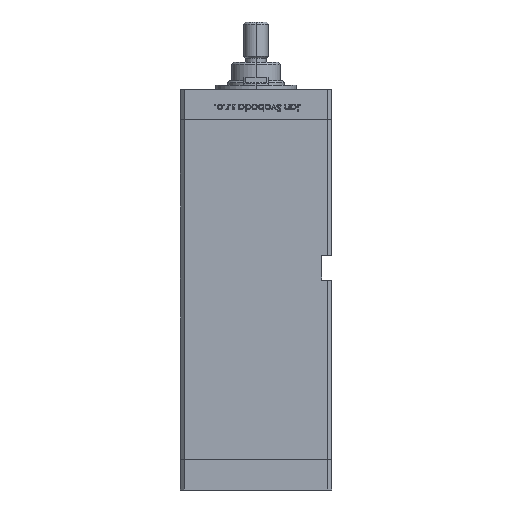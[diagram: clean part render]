
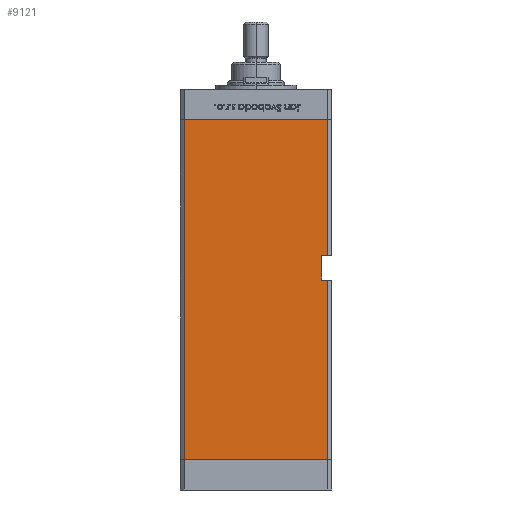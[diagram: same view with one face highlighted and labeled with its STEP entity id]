
A CAD part, left-side view. The second image highlights one B-rep face of the part: STEP entity #9121.
In plain terms, the highlighted planar face has unit normal (-1, 0, 0).
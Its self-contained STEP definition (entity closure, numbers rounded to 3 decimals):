
#787 = VECTOR ( 'NONE', #1353, 1000. ) ;
#870 = ORIENTED_EDGE ( 'NONE', *, *, #37801, .F. ) ;
#1353 = DIRECTION ( 'NONE',  ( 0., 0., -1. ) ) ;
#2967 = VERTEX_POINT ( 'NONE', #44772 ) ;
#3783 = DIRECTION ( 'NONE',  ( 0., 0., -1. ) ) ;
#5799 = DIRECTION ( 'NONE',  ( 0., -1., 0. ) ) ;
#6040 = EDGE_LOOP ( 'NONE', ( #10444, #25156, #35147, #21151, #46513, #870, #41764, #47377 ) ) ;
#6822 = DIRECTION ( 'NONE',  ( 1., 0., 0. ) ) ;
#7082 = FACE_OUTER_BOUND ( 'NONE', #6040, .T. ) ;
#7898 = DIRECTION ( 'NONE',  ( 0., 0., -1. ) ) ;
#8337 = CARTESIAN_POINT ( 'NONE',  ( -42.5, -32.5, 89. ) ) ;
#9121 = ADVANCED_FACE ( 'NONE', ( #7082 ), #32138, .F. ) ;
#9254 = EDGE_CURVE ( 'NONE', #30089, #31449, #33767, .T. ) ;
#10092 = CARTESIAN_POINT ( 'NONE',  ( -42.5, -35.5, 101. ) ) ;
#10444 = ORIENTED_EDGE ( 'NONE', *, *, #9254, .F. ) ;
#10604 = DIRECTION ( 'NONE',  ( 0., -1., 0. ) ) ;
#11353 = VERTEX_POINT ( 'NONE', #45856 ) ;
#11421 = EDGE_CURVE ( 'NONE', #16044, #2967, #24718, .T. ) ;
#12024 = CARTESIAN_POINT ( 'NONE',  ( -42.5, -35.5, 168.5 ) ) ;
#15870 = DIRECTION ( 'NONE',  ( 0., 1., 0. ) ) ;
#16044 = VERTEX_POINT ( 'NONE', #26796 ) ;
#17416 = CARTESIAN_POINT ( 'NONE',  ( -42.5, -35.5, 168.5 ) ) ;
#17716 = EDGE_CURVE ( 'NONE', #49947, #40066, #48802, .T. ) ;
#18193 = CARTESIAN_POINT ( 'NONE',  ( -42.5, 35.5, 168.5 ) ) ;
#18961 = CARTESIAN_POINT ( 'NONE',  ( -42.5, -32.5, 101. ) ) ;
#21151 = ORIENTED_EDGE ( 'NONE', *, *, #17716, .T. ) ;
#21337 = VECTOR ( 'NONE', #10604, 1000. ) ;
#24485 = EDGE_CURVE ( 'NONE', #11353, #40066, #50408, .T. ) ;
#24718 = LINE ( 'NONE', #41450, #48284 ) ;
#25156 = ORIENTED_EDGE ( 'NONE', *, *, #50371, .F. ) ;
#26332 = EDGE_CURVE ( 'NONE', #2967, #31449, #27262, .T. ) ;
#26429 = AXIS2_PLACEMENT_3D ( 'NONE', #36524, #6822, #15870 ) ;
#26669 = CARTESIAN_POINT ( 'NONE',  ( -42.5, -32.5, 101. ) ) ;
#26796 = CARTESIAN_POINT ( 'NONE',  ( -42.5, 35.5, 168.5 ) ) ;
#27262 = LINE ( 'NONE', #48647, #52159 ) ;
#28005 = VECTOR ( 'NONE', #5799, 1000. ) ;
#29433 = VECTOR ( 'NONE', #45729, 1000. ) ;
#30089 = VERTEX_POINT ( 'NONE', #36118 ) ;
#31449 = VERTEX_POINT ( 'NONE', #40976 ) ;
#32138 = PLANE ( 'NONE',  #26429 ) ;
#32177 = DIRECTION ( 'NONE',  ( 0., -1., 0. ) ) ;
#33383 = LINE ( 'NONE', #8337, #39905 ) ;
#33767 = LINE ( 'NONE', #12024, #43970 ) ;
#35147 = ORIENTED_EDGE ( 'NONE', *, *, #39009, .F. ) ;
#36118 = CARTESIAN_POINT ( 'NONE',  ( -42.5, -35.5, 89. ) ) ;
#36524 = CARTESIAN_POINT ( 'NONE',  ( -42.5, 35.5, 168.5 ) ) ;
#36936 = DIRECTION ( 'NONE',  ( 0., -1., 0. ) ) ;
#37801 = EDGE_CURVE ( 'NONE', #16044, #11353, #38808, .T. ) ;
#38808 = LINE ( 'NONE', #18193, #28005 ) ;
#39009 = EDGE_CURVE ( 'NONE', #49947, #52005, #39018, .T. ) ;
#39018 = LINE ( 'NONE', #26669, #787 ) ;
#39905 = VECTOR ( 'NONE', #36936, 1000. ) ;
#40066 = VERTEX_POINT ( 'NONE', #10092 ) ;
#40976 = CARTESIAN_POINT ( 'NONE',  ( -42.5, -35.5, 0. ) ) ;
#41450 = CARTESIAN_POINT ( 'NONE',  ( -42.5, 35.5, 168.5 ) ) ;
#41764 = ORIENTED_EDGE ( 'NONE', *, *, #11421, .T. ) ;
#43970 = VECTOR ( 'NONE', #7898, 1000. ) ;
#44143 = CARTESIAN_POINT ( 'NONE',  ( -42.5, -32.5, 101. ) ) ;
#44231 = CARTESIAN_POINT ( 'NONE',  ( -42.5, -32.5, 89. ) ) ;
#44772 = CARTESIAN_POINT ( 'NONE',  ( -42.5, 35.5, 0. ) ) ;
#45729 = DIRECTION ( 'NONE',  ( 0., 0., -1. ) ) ;
#45856 = CARTESIAN_POINT ( 'NONE',  ( -42.5, -35.5, 168.5 ) ) ;
#46513 = ORIENTED_EDGE ( 'NONE', *, *, #24485, .F. ) ;
#47377 = ORIENTED_EDGE ( 'NONE', *, *, #26332, .T. ) ;
#48284 = VECTOR ( 'NONE', #3783, 1000. ) ;
#48647 = CARTESIAN_POINT ( 'NONE',  ( -42.5, 35.5, 0. ) ) ;
#48802 = LINE ( 'NONE', #44143, #21337 ) ;
#49947 = VERTEX_POINT ( 'NONE', #18961 ) ;
#50371 = EDGE_CURVE ( 'NONE', #52005, #30089, #33383, .T. ) ;
#50408 = LINE ( 'NONE', #17416, #29433 ) ;
#52005 = VERTEX_POINT ( 'NONE', #44231 ) ;
#52159 = VECTOR ( 'NONE', #32177, 1000. ) ;
